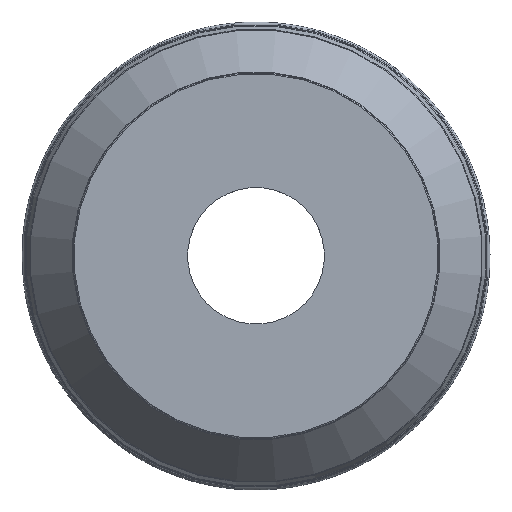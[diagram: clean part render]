
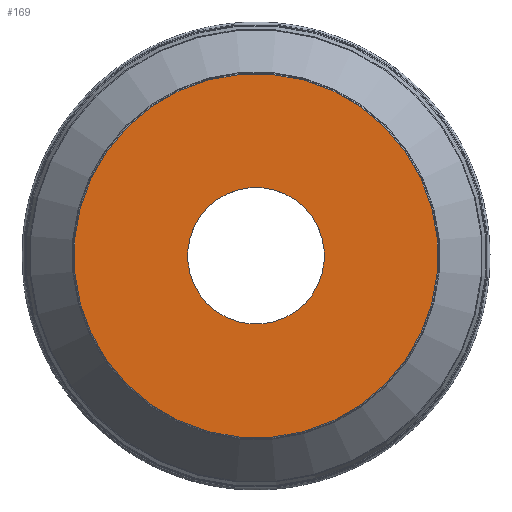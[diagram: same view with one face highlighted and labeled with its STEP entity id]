
A CAD part, top view. The second image highlights one B-rep face of the part: STEP entity #169.
In plain terms, the highlighted planar face has unit normal (0, 0, 1).
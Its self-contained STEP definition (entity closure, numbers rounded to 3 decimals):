
#130=PLANE('',#811);
#169=ADVANCED_FACE('CU_BACK_F001',(#254,#255),#130,.T.);
#254=FACE_BOUND('',#333,.T.);
#255=FACE_BOUND('',#334,.T.);
#333=EDGE_LOOP('',(#411));
#334=EDGE_LOOP('',(#412));
#411=ORIENTED_EDGE('',*,*,#491,.T.);
#412=ORIENTED_EDGE('',*,*,#482,.F.);
#442=VERTEX_POINT('',#1141);
#451=VERTEX_POINT('',#1170);
#482=EDGE_CURVE('',#442,#442,#521,.T.);
#491=EDGE_CURVE('',#451,#451,#530,.T.);
#521=CIRCLE('',#785,31.758);
#530=CIRCLE('',#805,84.6);
#785=AXIS2_PLACEMENT_3D('',#1140,#958,#959);
#805=AXIS2_PLACEMENT_3D('',#1169,#998,#999);
#811=AXIS2_PLACEMENT_3D('',#1176,#1010,#1011);
#958=DIRECTION('',(0.,0.,1.));
#959=DIRECTION('',(0.966,0.259,0.));
#998=DIRECTION('',(0.,0.,1.));
#999=DIRECTION('',(0.966,0.259,0.));
#1010=DIRECTION('',(0.,0.,1.));
#1011=DIRECTION('',(0.966,0.259,0.));
#1140=CARTESIAN_POINT('',(0.,0.,
0.));
#1141=CARTESIAN_POINT('',(30.675,8.219,0.));
#1169=CARTESIAN_POINT('',(0.,0.,
0.));
#1170=CARTESIAN_POINT('',(81.717,21.896,0.));
#1176=CARTESIAN_POINT('',(-34.758,0.,0.));
